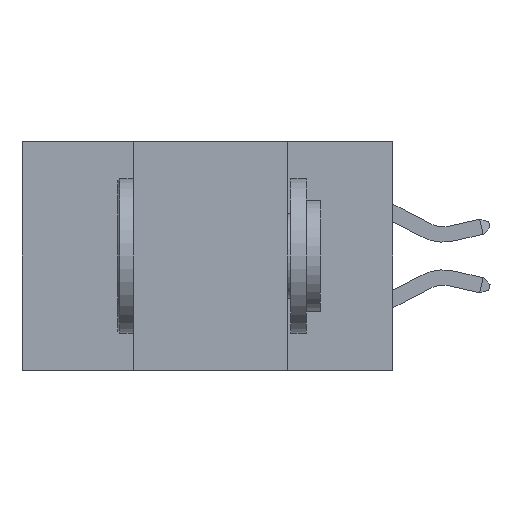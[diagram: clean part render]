
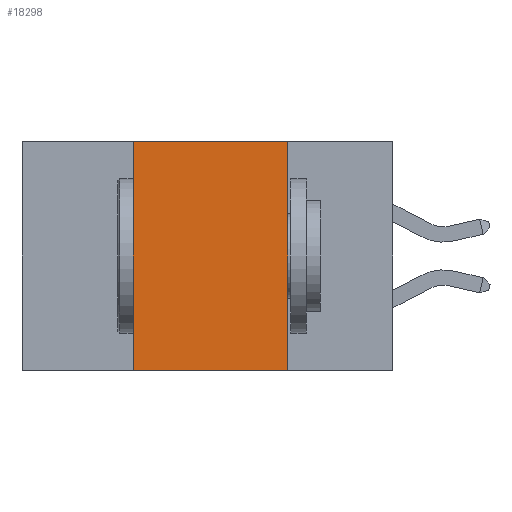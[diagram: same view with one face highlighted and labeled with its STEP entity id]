
A CAD part, left-side view. The second image highlights one B-rep face of the part: STEP entity #18298.
In plain terms, the highlighted planar face has unit normal (-1, 0, 0).
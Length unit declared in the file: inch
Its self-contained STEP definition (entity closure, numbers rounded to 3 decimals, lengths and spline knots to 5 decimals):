
#20 = EDGE_CURVE ( 'NONE', #17902, #10547, #1525, .T. ) ;
#759 = ORIENTED_EDGE ( 'NONE', *, *, #20, .F. ) ;
#1525 = LINE ( 'NONE', #27506, #25622 ) ;
#1762 = VECTOR ( 'NONE', #10576, 39.37008 ) ;
#2493 = DIRECTION ( 'NONE',  ( 0., 0., -1. ) ) ;
#3692 = CARTESIAN_POINT ( 'NONE',  ( 0., 0.17, 0. ) ) ;
#4894 = PLANE ( 'NONE',  #27537 ) ;
#5509 = ORIENTED_EDGE ( 'NONE', *, *, #6556, .F. ) ;
#5806 = FACE_OUTER_BOUND ( 'NONE', #13739, .T. ) ;
#6556 = EDGE_CURVE ( 'NONE', #10547, #22477, #12181, .T. ) ;
#6655 = CARTESIAN_POINT ( 'NONE',  ( 0., 0.42, 0. ) ) ;
#8870 = VECTOR ( 'NONE', #19771, 39.37008 ) ;
#10547 = VERTEX_POINT ( 'NONE', #6655 ) ;
#10576 = DIRECTION ( 'NONE',  ( 0., -1., 0. ) ) ;
#12181 = LINE ( 'NONE', #29178, #8870 ) ;
#13739 = EDGE_LOOP ( 'NONE', ( #13849, #5509, #759, #14266 ) ) ;
#13849 = ORIENTED_EDGE ( 'NONE', *, *, #14964, .F. ) ;
#14266 = ORIENTED_EDGE ( 'NONE', *, *, #27775, .T. ) ;
#14964 = EDGE_CURVE ( 'NONE', #22477, #27325, #18272, .T. ) ;
#15697 = DIRECTION ( 'NONE',  ( 0., 0., 1. ) ) ;
#16330 = CARTESIAN_POINT ( 'NONE',  ( 0., 0.17, -0.37 ) ) ;
#16609 = LINE ( 'NONE', #22907, #1762 ) ;
#17358 = CARTESIAN_POINT ( 'NONE',  ( 0., 0.17, 0. ) ) ;
#17902 = VERTEX_POINT ( 'NONE', #28332 ) ;
#18272 = LINE ( 'NONE', #3692, #23809 ) ;
#18298 = ADVANCED_FACE ( 'NONE', ( #5806 ), #4894, .F. ) ;
#19771 = DIRECTION ( 'NONE',  ( 0., -1., 0. ) ) ;
#21764 = CARTESIAN_POINT ( 'NONE',  ( 0., 0.6, 0. ) ) ;
#22477 = VERTEX_POINT ( 'NONE', #17358 ) ;
#22907 = CARTESIAN_POINT ( 'NONE',  ( 0., 0.6, -0.37 ) ) ;
#23809 = VECTOR ( 'NONE', #27143, 39.37008 ) ;
#25622 = VECTOR ( 'NONE', #15697, 39.37008 ) ;
#27143 = DIRECTION ( 'NONE',  ( 0., 0., -1. ) ) ;
#27325 = VERTEX_POINT ( 'NONE', #16330 ) ;
#27506 = CARTESIAN_POINT ( 'NONE',  ( 0., 0.42, 0. ) ) ;
#27537 = AXIS2_PLACEMENT_3D ( 'NONE', #21764, #29003, #2493 ) ;
#27775 = EDGE_CURVE ( 'NONE', #17902, #27325, #16609, .T. ) ;
#28332 = CARTESIAN_POINT ( 'NONE',  ( 0., 0.42, -0.37 ) ) ;
#29003 = DIRECTION ( 'NONE',  ( 1., 0., 0. ) ) ;
#29178 = CARTESIAN_POINT ( 'NONE',  ( 0., 0.6, 0. ) ) ;
